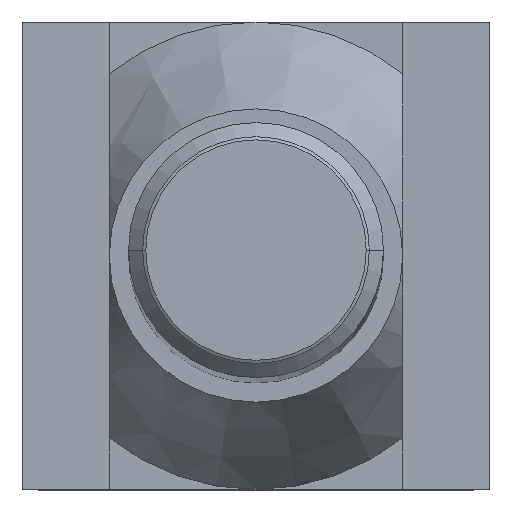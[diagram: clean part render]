
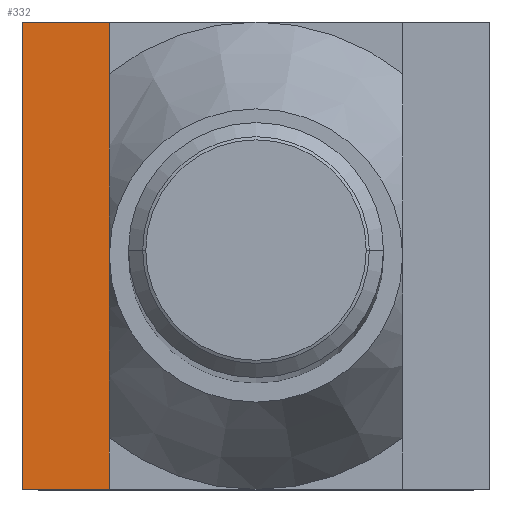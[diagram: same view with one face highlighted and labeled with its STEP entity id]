
A CAD part, top view. The second image highlights one B-rep face of the part: STEP entity #332.
In plain terms, the highlighted planar face has unit normal (0, 0, 1).
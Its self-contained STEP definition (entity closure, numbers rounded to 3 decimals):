
#152=VERTEX_POINT('',#408);
#164=EDGE_CURVE('',#152,#300,#421,.T.);
#192=EDGE_CURVE('',#300,#322,#452,.T.);
#300=VERTEX_POINT('',#568);
#322=VERTEX_POINT('',#593);
#332=ADVANCED_FACE('',(#605),#606,.T.);
#342=EDGE_CURVE('',#348,#152,#619,.T.);
#348=VERTEX_POINT('',#626);
#380=EDGE_CURVE('',#348,#322,#662,.T.);
#408=CARTESIAN_POINT('',(-22.0,22.0,0.));
#421=LINE('',#713,#714);
#452=LINE('',#753,#754);
#568=CARTESIAN_POINT('',(-22.0,-22.0,0.));
#593=CARTESIAN_POINT('',(-13.8,-22.0,0.));
#605=FACE_OUTER_BOUND('',#981,.T.);
#606=PLANE('',#982);
#619=LINE('',#1000,#1001);
#626=CARTESIAN_POINT('',(-13.8,22.0,0.));
#662=LINE('',#1064,#1065);
#713=CARTESIAN_POINT('',(-22.0,0.,0.));
#714=VECTOR('',#1089,1.0);
#753=CARTESIAN_POINT('',(-13.8,-22.0,0.));
#754=VECTOR('',#1119,1.0);
#981=EDGE_LOOP('',(#1276,#1277,#1278,#1279));
#982=AXIS2_PLACEMENT_3D('',#1280,#1281,#1282);
#1000=CARTESIAN_POINT('',(-13.8,22.0,0.));
#1001=VECTOR('',#1308,1.0);
#1064=CARTESIAN_POINT('',(-13.8,0.,0.));
#1065=VECTOR('',#1368,1.0);
#1089=DIRECTION('',(0.0,-1.0,0.));
#1119=DIRECTION('',(1.0,0.0,0.0));
#1276=ORIENTED_EDGE('',*,*,#192,.T.);
#1277=ORIENTED_EDGE('',*,*,#380,.F.);
#1278=ORIENTED_EDGE('',*,*,#342,.T.);
#1279=ORIENTED_EDGE('',*,*,#164,.T.);
#1280=CARTESIAN_POINT('',(-22.0,0.,0.));
#1281=DIRECTION('',(0.0,0.,1.0));
#1282=DIRECTION('',(0.0,-1.0,0.));
#1308=DIRECTION('',(-1.0,0.0,0.0));
#1368=DIRECTION('',(0.0,-1.0,0.));
